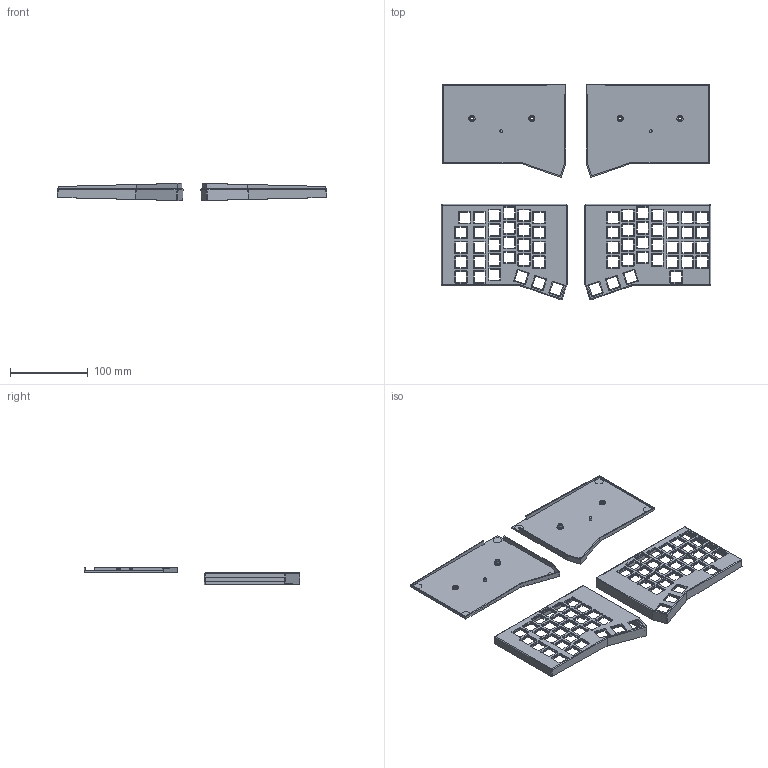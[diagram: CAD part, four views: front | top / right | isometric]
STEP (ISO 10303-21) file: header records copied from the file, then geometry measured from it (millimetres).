
FILE_DESCRIPTION(/* description */ ('STEP AP242','CAx-IF Rec.Pracs.---Representation and Presentation of Product Manufacturing Information (PMI)---4.0---2014-10-13','CAx-IF Rec.Pracs.---3D Tessellated Geometry---0.4---2014-09-14','2;1'),/* implementation_level */ '2;1');
FILE_NAME(/* name */ '683de42dacba11596aedcd5c',/* time_stamp */ '2025-06-02T17:49:35Z',/* author */ (''),/* organization */ (''),/* preprocessor_version */ 'ST-DEVELOPER v20',/* originating_system */ 'ONSHAPE BY PTC INC, 1.198',/* authorisation */ ' ');
FILE_SCHEMA (('AP242_MANAGED_MODEL_BASED_3D_ENGINEERING_MIM_LF { 1 0 10303 442 1 1 4 }'));
Length unit declared in the file: metre
Products named in the file (4): Enclosure left; Enclosure right; Lid left; Lid right
Bounding box: 346.44 x 276.76 x 22.19 mm (x, y, z)
Volume: 124977 mm3; surface area: 157597.5 mm2
Topology: 4 solids, 4 shells, 1016 faces, 2715 edges, 1788 vertices
Faces by surface type: plane 676, cylinder 314, bspline 12, sphere 10, cone 4
Full cylindrical faces by diameter (mm): 3 x2, 3.499 x6, 4.249 x4, 4.999 x4, 5.5 x2, 6.249 x4, 6.499 x4, 7.999 x4, 11 x8
Entity records: 31889 total; most frequent: CARTESIAN_POINT 5895, ORIENTED_EDGE 5286, DIRECTION 5273, EDGE_CURVE 2643, LINE 1997, VECTOR 1997, VERTEX_POINT 1780, AXIS2_PLACEMENT_3D 1638
